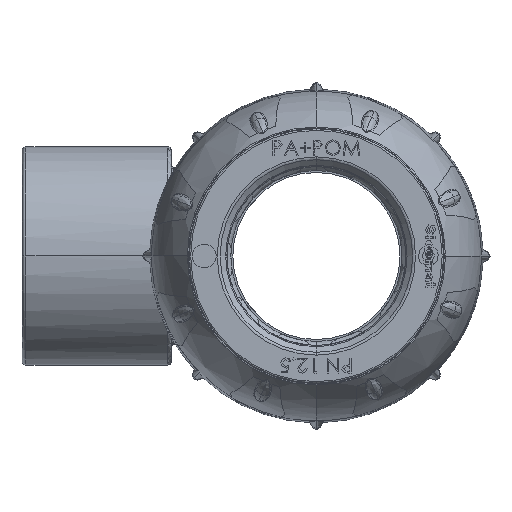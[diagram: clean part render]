
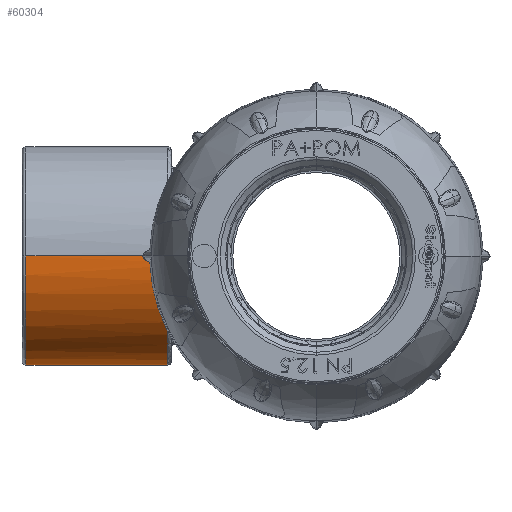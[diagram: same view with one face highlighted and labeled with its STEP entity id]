
A CAD part, left-side view. The second image highlights one B-rep face of the part: STEP entity #60304.
In plain terms, the highlighted cylindrical face has radius 13.75 mm (diameter 27.5 mm), a partial arc.
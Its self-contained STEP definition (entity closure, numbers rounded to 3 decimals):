
#1563 = CARTESIAN_POINT ( 'NONE',  ( -36.5, 0., 0. ) ) ;
#2462 = CARTESIAN_POINT ( 'NONE',  ( -18.731, -7.366, -13.75 ) ) ;
#3723 = DIRECTION ( 'NONE',  ( 1., 0., 0. ) ) ;
#3762 = CARTESIAN_POINT ( 'NONE',  ( -19.439, -13.698, -1.195 ) ) ;
#4066 = CARTESIAN_POINT ( 'NONE',  ( -19.126, -13.679, -1.394 ) ) ;
#4318 = B_SPLINE_CURVE_WITH_KNOTS ( 'NONE', 3,
 ( #9086, #46423, #4380, #56744, #4066, #13798, #3762, #51730, #23496, #37941 ),
 .UNSPECIFIED., .F., .F.,
 ( 4, 2, 2, 2, 4 ),
 ( 0., 0., 0.001, 0.001, 0.001 ),
 .UNSPECIFIED. ) ;
#4380 = CARTESIAN_POINT ( 'NONE',  ( -18.771, -13.668, -1.496 ) ) ;
#4584 = ORIENTED_EDGE ( 'NONE', *, *, #40757, .T. ) ;
#5266 = CARTESIAN_POINT ( 'NONE',  ( -18.526, -13.666, -1.516 ) ) ;
#8559 = CARTESIAN_POINT ( 'NONE',  ( -19.624, -13.73, -0.748 ) ) ;
#8901 = ORIENTED_EDGE ( 'NONE', *, *, #14497, .T. ) ;
#9086 = CARTESIAN_POINT ( 'NONE',  ( -18.526, -13.666, -1.516 ) ) ;
#9211 = EDGE_LOOP ( 'NONE', ( #14118, #35850, #8901, #4584, #12383, #41589, #40465 ) ) ;
#10133 = EDGE_CURVE ( 'NONE', #26803, #56478, #42825, .T. ) ;
#11606 = DIRECTION ( 'NONE',  ( 0., 0., 1. ) ) ;
#11834 = VECTOR ( 'NONE', #17003, 1000. ) ;
#12383 = ORIENTED_EDGE ( 'NONE', *, *, #36664, .T. ) ;
#12554 = AXIS2_PLACEMENT_3D ( 'NONE', #60185, #3723, #50785 ) ;
#12835 = FACE_OUTER_BOUND ( 'NONE', #9211, .T. ) ;
#13617 = CARTESIAN_POINT ( 'NONE',  ( -19.618, -13.738, -0.603 ) ) ;
#13798 = CARTESIAN_POINT ( 'NONE',  ( -19.34, -13.691, -1.274 ) ) ;
#13841 = CARTESIAN_POINT ( 'NONE',  ( -19.617, -13.75, -0.104 ) ) ;
#14118 = ORIENTED_EDGE ( 'NONE', *, *, #60219, .T. ) ;
#14262 = CARTESIAN_POINT ( 'NONE',  ( -18.731, 0., -13.75 ) ) ;
#14497 = EDGE_CURVE ( 'NONE', #15987, #60481, #28893, .T. ) ;
#15987 = VERTEX_POINT ( 'NONE', #14262 ) ;
#16562 = DIRECTION ( 'NONE',  ( 1., 0., 0. ) ) ;
#16640 = DIRECTION ( 'NONE',  ( 1., 0., 0. ) ) ;
#17003 = DIRECTION ( 'NONE',  ( -1., 0., 0. ) ) ;
#20437 = VERTEX_POINT ( 'NONE', #34482 ) ;
#22348 = EDGE_CURVE ( 'NONE', #56478, #20437, #50841, .T. ) ;
#23496 = CARTESIAN_POINT ( 'NONE',  ( -19.628, -13.723, -0.873 ) ) ;
#24081 = VERTEX_POINT ( 'NONE', #60799 ) ;
#25977 = CARTESIAN_POINT ( 'NONE',  ( -18.731, 0., -13.75 ) ) ;
#26803 = VERTEX_POINT ( 'NONE', #40337 ) ;
#27859 = CARTESIAN_POINT ( 'NONE',  ( -19.62, -13.75, 0. ) ) ;
#28013 = CARTESIAN_POINT ( 'NONE',  ( -19.615, -13.746, -0.313 ) ) ;
#28553 = CARTESIAN_POINT ( 'NONE',  ( -19.615, -13.746, -0.313 ) ) ;
#28893 =( BOUNDED_CURVE ( )  B_SPLINE_CURVE ( 3, ( #25977, #2462, #50443, #35713 ),
 .UNSPECIFIED., .F., .F. ) 
 B_SPLINE_CURVE_WITH_KNOTS ( ( 4, 4 ),
 ( 3.142, 4.602 ),
 .UNSPECIFIED. ) 
 CURVE ( )  GEOMETRIC_REPRESENTATION_ITEM ( )  RATIONAL_B_SPLINE_CURVE ( ( 1., 0.83, 0.83, 1. ) ) 
 REPRESENTATION_ITEM ( '' )  );
#31245 = VECTOR ( 'NONE', #16562, 1000. ) ;
#31971 = EDGE_CURVE ( 'NONE', #24081, #15987, #44464, .T. ) ;
#32729 = CARTESIAN_POINT ( 'NONE',  ( -19.624, -13.73, -0.748 ) ) ;
#34482 = CARTESIAN_POINT ( 'NONE',  ( -36.5, -13.75, 0. ) ) ;
#35067 = CARTESIAN_POINT ( 'NONE',  ( -37., 0., -13.75 ) ) ;
#35713 = CARTESIAN_POINT ( 'NONE',  ( -18.526, -13.666, -1.516 ) ) ;
#35850 = ORIENTED_EDGE ( 'NONE', *, *, #31971, .T. ) ;
#36664 = EDGE_CURVE ( 'NONE', #41717, #26803, #45408, .T. ) ;
#37941 = CARTESIAN_POINT ( 'NONE',  ( -19.624, -13.73, -0.748 ) ) ;
#39600 = AXIS2_PLACEMENT_3D ( 'NONE', #1563, #16640, #11606 ) ;
#40337 = CARTESIAN_POINT ( 'NONE',  ( -19.615, -13.746, -0.313 ) ) ;
#40465 = ORIENTED_EDGE ( 'NONE', *, *, #22348, .T. ) ;
#40757 = EDGE_CURVE ( 'NONE', #60481, #41717, #4318, .T. ) ;
#40833 = CARTESIAN_POINT ( 'NONE',  ( -37., -13.75, 0. ) ) ;
#41589 = ORIENTED_EDGE ( 'NONE', *, *, #10133, .T. ) ;
#41717 = VERTEX_POINT ( 'NONE', #8559 ) ;
#42825 =( BOUNDED_CURVE ( )  B_SPLINE_CURVE ( 3, ( #28553, #47703, #13841, #57714 ),
 .UNSPECIFIED., .F., .F. ) 
 B_SPLINE_CURVE_WITH_KNOTS ( ( 4, 4 ),
 ( 0., 0.023 ),
 .UNSPECIFIED. ) 
 CURVE ( )  GEOMETRIC_REPRESENTATION_ITEM ( )  RATIONAL_B_SPLINE_CURVE ( ( 1., 1., 1., 1. ) ) 
 REPRESENTATION_ITEM ( '' )  );
#44464 = LINE ( 'NONE', #35067, #31245 ) ;
#45408 =( BOUNDED_CURVE ( )  B_SPLINE_CURVE ( 3, ( #32729, #13617, #60960, #28013 ),
 .UNSPECIFIED., .F., .F. ) 
 B_SPLINE_CURVE_WITH_KNOTS ( ( 4, 4 ),
 ( 6.252, 6.283 ),
 .UNSPECIFIED. ) 
 CURVE ( )  GEOMETRIC_REPRESENTATION_ITEM ( )  RATIONAL_B_SPLINE_CURVE ( ( 1., 1., 1., 1. ) ) 
 REPRESENTATION_ITEM ( '' )  );
#46423 = CARTESIAN_POINT ( 'NONE',  ( -18.649, -13.667, -1.511 ) ) ;
#47604 = CIRCLE ( 'NONE', #39600, 13.75 ) ;
#47703 = CARTESIAN_POINT ( 'NONE',  ( -19.615, -13.749, -0.209 ) ) ;
#50443 = CARTESIAN_POINT ( 'NONE',  ( -18.649, -12.854, -8.837 ) ) ;
#50785 = DIRECTION ( 'NONE',  ( 0., 0., -1. ) ) ;
#50841 = LINE ( 'NONE', #40833, #11834 ) ;
#51730 = CARTESIAN_POINT ( 'NONE',  ( -19.585, -13.714, -0.995 ) ) ;
#56085 = CYLINDRICAL_SURFACE ( 'NONE', #12554, 13.75 ) ;
#56478 = VERTEX_POINT ( 'NONE', #27859 ) ;
#56744 = CARTESIAN_POINT ( 'NONE',  ( -19.008, -13.675, -1.437 ) ) ;
#57714 = CARTESIAN_POINT ( 'NONE',  ( -19.62, -13.75, 0. ) ) ;
#60185 = CARTESIAN_POINT ( 'NONE',  ( -37., 0., 0. ) ) ;
#60219 = EDGE_CURVE ( 'NONE', #20437, #24081, #47604, .T. ) ;
#60304 = ADVANCED_FACE ( 'NONE', ( #12835 ), #56085, .T. ) ;
#60481 = VERTEX_POINT ( 'NONE', #5266 ) ;
#60799 = CARTESIAN_POINT ( 'NONE',  ( -36.5, 0., -13.75 ) ) ;
#60960 = CARTESIAN_POINT ( 'NONE',  ( -19.615, -13.743, -0.458 ) ) ;
